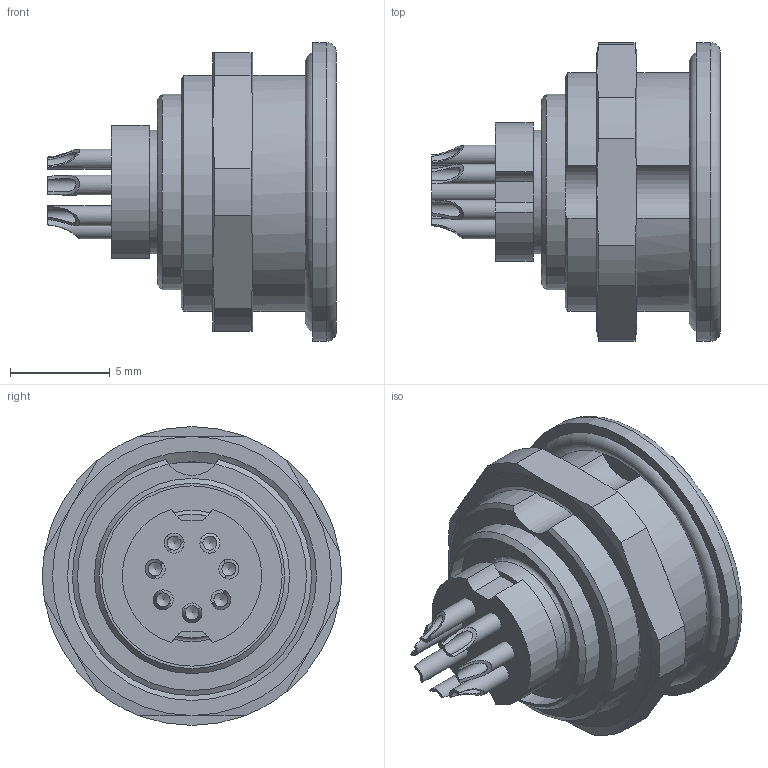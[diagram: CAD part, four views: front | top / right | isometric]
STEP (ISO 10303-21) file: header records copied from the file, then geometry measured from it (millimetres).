
FILE_DESCRIPTION(/* description */ (''),/* implementation_level */ '2;1');
FILE_NAME(/* name */ '09-0424-00-07_bg.stp',/* time_stamp */ '2010-09-01T15:45:37+02:00',/* author */ (''),/* organization */ (''),/* preprocessor_version */ 'ST-DEVELOPER v11',/* originating_system */ 'UGS - NX 5.0',/* authorisation */ '');
FILE_SCHEMA (('CONFIG_CONTROL_DESIGN'));
Length unit declared in the file: millimetre
Products named in the file (1): kborF7AB2bmq
Bounding box: 14.5 x 15 x 15 mm (x, y, z)
Volume: 1019.4 mm3; surface area: 1366.8 mm2
Topology: 1 solids, 1 shells, 184 faces, 519 edges, 352 vertices
Faces by surface type: plane 63, cylinder 51, cone 39, bspline 14, extrusion 14, torus 3
Full cylindrical faces by diameter (mm): 0.57 x6, 0.7 x7, 1 x7, 6.2 x1, 7 x1, 8.459 x1, 9.05 x1, 9.8 x1, 12 x1, 15 x1
Entity records: 6164 total; most frequent: CARTESIAN_POINT 2055, ORIENTED_EDGE 786, DIRECTION 772, EDGE_CURVE 393, AXIS2_PLACEMENT_3D 338, VERTEX_POINT 303, EDGE_LOOP 264, ADVANCED_FACE 184
